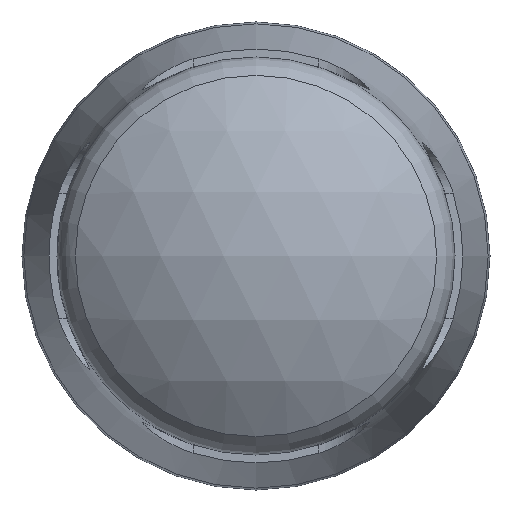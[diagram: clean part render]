
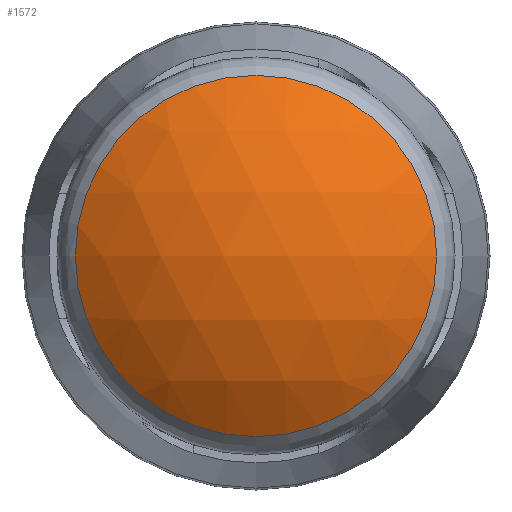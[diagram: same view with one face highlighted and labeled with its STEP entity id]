
A CAD part, left-side view. The second image highlights one B-rep face of the part: STEP entity #1572.
In plain terms, the highlighted spherical face has radius 65.144 mm.
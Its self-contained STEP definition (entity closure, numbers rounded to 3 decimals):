
#14=SPHERICAL_SURFACE('',#1717,65.144);
#371=FACE_OUTER_BOUND('',#472,.T.);
#472=EDGE_LOOP('',(#1114));
#594=CIRCLE('',#1715,39.762);
#691=VERTEX_POINT('',#2768);
#852=EDGE_CURVE('',#691,#691,#594,.T.);
#1114=ORIENTED_EDGE('',*,*,#852,.F.);
#1572=ADVANCED_FACE('',(#371),#14,.T.);
#1715=AXIS2_PLACEMENT_3D('',#2769,#1981,#1982);
#1717=AXIS2_PLACEMENT_3D('',#2772,#1985,#1986);
#1981=DIRECTION('center_axis',(1.,0.,0.));
#1982=DIRECTION('ref_axis',(0.,-1.,0.));
#1985=DIRECTION('center_axis',(0.,0.,1.));
#1986=DIRECTION('ref_axis',(1.,0.,0.));
#2768=CARTESIAN_POINT('',(13.542,39.762,0.));
#2769=CARTESIAN_POINT('Origin',(13.542,0.,0.));
#2772=CARTESIAN_POINT('Origin',(65.144,0.,0.));
